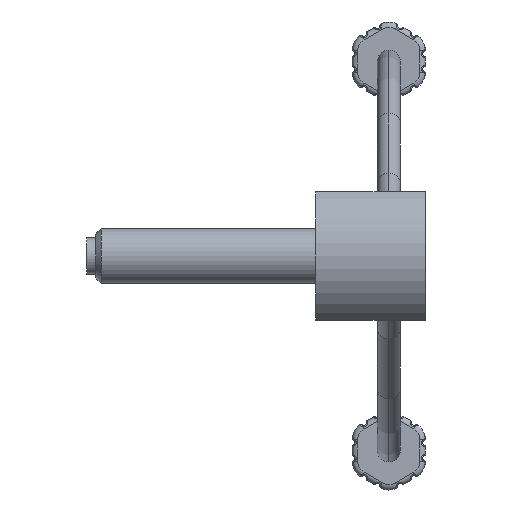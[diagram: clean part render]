
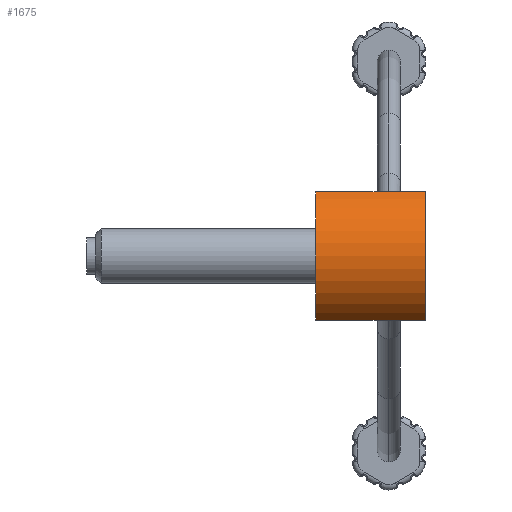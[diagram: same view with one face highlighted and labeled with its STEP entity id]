
A CAD part, left-side view. The second image highlights one B-rep face of the part: STEP entity #1675.
In plain terms, the highlighted cylindrical face has radius 4.05 mm (diameter 8.1 mm), a partial arc.
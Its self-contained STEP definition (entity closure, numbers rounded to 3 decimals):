
#254=CARTESIAN_POINT('',(0.,-12.5,0.));
#255=DIRECTION('',(0.,-1.,0.));
#256=DIRECTION('',(-0.503,0.,0.864));
#257=AXIS2_PLACEMENT_3D('',#254,#255,#256);
#399=CARTESIAN_POINT('',(0.,-18.5,0.));
#400=DIRECTION('',(0.,1.,0.));
#401=DIRECTION('',(-0.503,0.,-0.864));
#402=AXIS2_PLACEMENT_3D('',#399,#400,#401);
#413=DIRECTION('',(0.,1.,0.));
#414=VECTOR('',#413,6.);
#415=CARTESIAN_POINT('',(-2.038,-18.5,-3.5));
#416=LINE('',#415,#414);
#417=DIRECTION('',(0.,-1.,0.));
#418=VECTOR('',#417,6.);
#419=CARTESIAN_POINT('',(-2.038,-12.5,3.5));
#420=LINE('',#419,#418);
#878=CARTESIAN_POINT('',(-2.038,-18.5,-3.5));
#879=VERTEX_POINT('',#878);
#880=CARTESIAN_POINT('',(-2.038,-18.5,3.5));
#881=VERTEX_POINT('',#880);
#910=CARTESIAN_POINT('',(-2.038,-12.5,3.5));
#911=VERTEX_POINT('',#910);
#912=CARTESIAN_POINT('',(-2.038,-12.5,-3.5));
#913=VERTEX_POINT('',#912);
#1663=CARTESIAN_POINT('',(0.,0.925,0.));
#1664=DIRECTION('',(0.,-1.,0.));
#1665=DIRECTION('',(0.,0.,1.));
#1666=AXIS2_PLACEMENT_3D('',#1663,#1664,#1665);
#1667=CYLINDRICAL_SURFACE('',#1666,4.05);
#1668=ORIENTED_EDGE('',*,*,#1492,.T.);
#1669=ORIENTED_EDGE('',*,*,#1468,.F.);
#1671=ORIENTED_EDGE('',*,*,#1670,.T.);
#1672=ORIENTED_EDGE('',*,*,#1646,.F.);
#1673=EDGE_LOOP('',(#1668,#1669,#1671,#1672));
#1674=FACE_OUTER_BOUND('',#1673,.F.);
#1675=ADVANCED_FACE('',(#1674),#1667,.T.);
#258=CIRCLE('',#257,4.05);
#403=CIRCLE('',#402,4.05);
#1468=EDGE_CURVE('',#911,#913,#258,.T.);
#1492=EDGE_CURVE('',#879,#913,#416,.T.);
#1646=EDGE_CURVE('',#879,#881,#403,.T.);
#1670=EDGE_CURVE('',#911,#881,#420,.T.);
